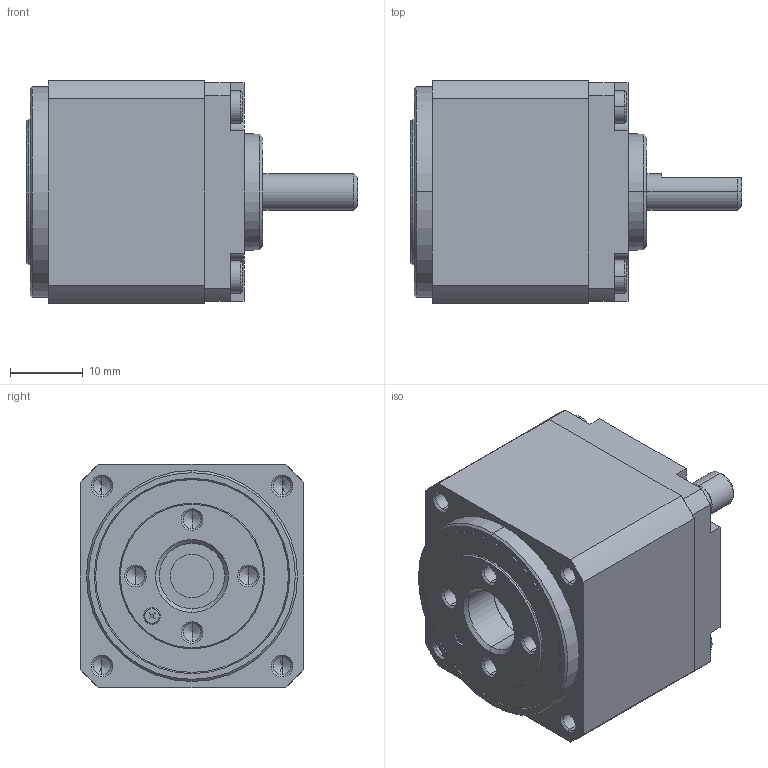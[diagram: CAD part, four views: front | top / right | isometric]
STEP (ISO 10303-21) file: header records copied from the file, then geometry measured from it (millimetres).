
FILE_DESCRIPTION (( 'STEP AP214' ), '1' );
FILE_NAME ('CSF-8-1U-F.STEP', '2016-06-02T13:41:01', ( '' ), ( '' ), 'SwSTEP 2.0', 'SolidWorks 2015', '' );
FILE_SCHEMA (( 'AUTOMOTIVE_DESIGN' ));
Length unit declared in the file: inch
Products named in the file (4): CSF-8-1U-F-INPUT SHAFT; 2; 1; CSF-8-1U-F
Assembly tree (3 placements, depth 2):
  CSF-8-1U-F
    1
    2
    CSF-8-1U-F-INPUT SHAFT
Bounding box: 45.5 x 30.7 x 30.7 mm (x, y, z)
Volume: 18301.7 mm3; surface area: 9478.3 mm2
Topology: 3 solids, 3 shells, 273 faces, 668 edges, 414 vertices
Faces by surface type: cylinder 107, plane 89, cone 75, bspline 2
Entity records: 8304 total; most frequent: CARTESIAN_POINT 1552, DIRECTION 1484, ORIENTED_EDGE 1304, EDGE_CURVE 652, AXIS2_PLACEMENT_3D 560, VERTEX_POINT 414, LINE 364, VECTOR 364
